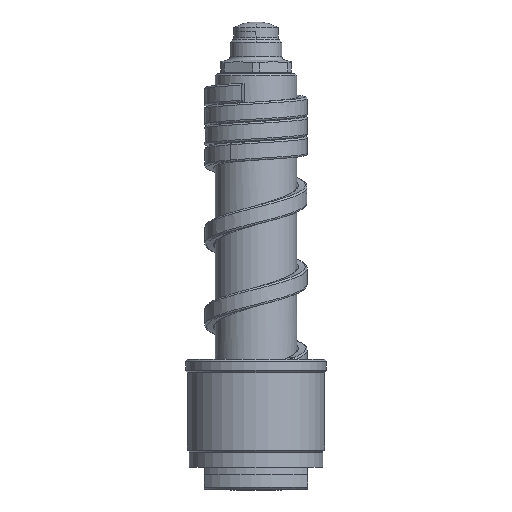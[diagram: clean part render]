
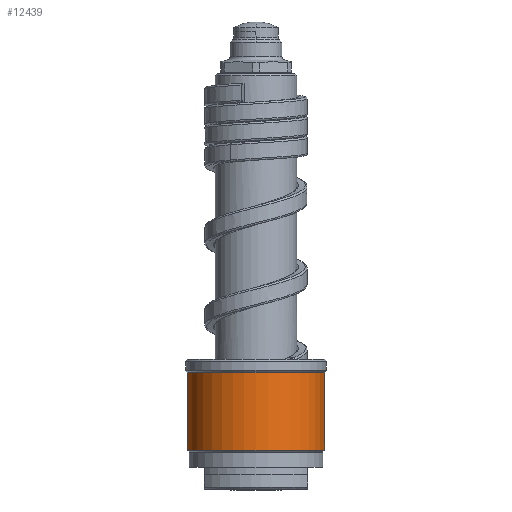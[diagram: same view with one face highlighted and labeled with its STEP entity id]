
A CAD part, front view. The second image highlights one B-rep face of the part: STEP entity #12439.
In plain terms, the highlighted cylindrical face has radius 18.5 mm (diameter 37 mm), a partial arc.
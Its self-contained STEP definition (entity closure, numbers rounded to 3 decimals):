
#3795=CARTESIAN_POINT('',(0.,0.,10.583));
#3796=DIRECTION('',(0.,0.,1.));
#3797=DIRECTION('',(-1.,0.,0.));
#3798=AXIS2_PLACEMENT_3D('',#3795,#3796,#3797);
#3800=DIRECTION('',(0.,0.,-1.));
#3801=VECTOR('',#3800,20.834);
#3802=CARTESIAN_POINT('',(-18.5,0.,31.417));
#3803=LINE('',#3802,#3801);
#3804=CARTESIAN_POINT('',(0.,0.,31.417));
#3805=DIRECTION('',(0.,0.,1.));
#3806=DIRECTION('',(-1.,0.,0.));
#3807=AXIS2_PLACEMENT_3D('',#3804,#3805,#3806);
#3809=DIRECTION('',(0.,0.,-1.));
#3810=VECTOR('',#3809,20.834);
#3811=CARTESIAN_POINT('',(18.5,0.,31.417));
#3812=LINE('',#3811,#3810);
#6675=CARTESIAN_POINT('',(18.5,0.,31.417));
#6676=CARTESIAN_POINT('',(-18.5,0.,31.417));
#6677=VERTEX_POINT('',#6675);
#6678=VERTEX_POINT('',#6676);
#6701=CARTESIAN_POINT('',(18.5,0.,10.583));
#6702=VERTEX_POINT('',#6701);
#6703=CARTESIAN_POINT('',(-18.5,0.,10.583));
#6704=VERTEX_POINT('',#6703);
#12427=CARTESIAN_POINT('',(0.,0.,8.75));
#12428=DIRECTION('',(0.,0.,1.));
#12429=DIRECTION('',(-1.,0.,0.));
#12430=AXIS2_PLACEMENT_3D('',#12427,#12428,#12429);
#12431=CYLINDRICAL_SURFACE('',#12430,18.5);
#12432=ORIENTED_EDGE('',*,*,#10034,.F.);
#12433=ORIENTED_EDGE('',*,*,#10015,.F.);
#12435=ORIENTED_EDGE('',*,*,#12434,.T.);
#12436=ORIENTED_EDGE('',*,*,#10011,.T.);
#12437=EDGE_LOOP('',(#12432,#12433,#12435,#12436));
#12438=FACE_OUTER_BOUND('',#12437,.F.);
#3799=CIRCLE('',#3798,18.5);
#3808=CIRCLE('',#3807,18.5);
#10011=EDGE_CURVE('',#6677,#6702,#3812,.T.);
#10015=EDGE_CURVE('',#6678,#6704,#3803,.T.);
#10034=EDGE_CURVE('',#6704,#6702,#3799,.T.);
#12434=EDGE_CURVE('',#6678,#6677,#3808,.T.);
#12439=ADVANCED_FACE('',(#12438),#12431,.T.);
